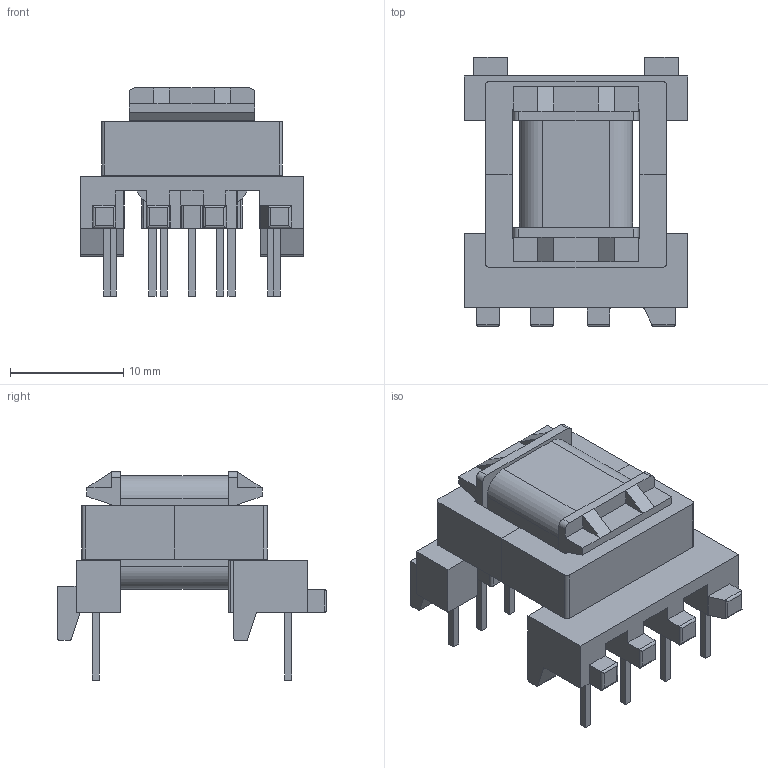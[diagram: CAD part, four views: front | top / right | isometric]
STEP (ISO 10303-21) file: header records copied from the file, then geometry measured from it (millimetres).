
FILE_DESCRIPTION( ( 'Unknown' ), '1' );
FILE_NAME( '750871010.stp', 'Unknown', ( 'Unknown' ), ( 'Unknown' ), 'XStep 1.0', 'Unknown', ' ' );
FILE_SCHEMA( ( 'automotive_design' ) );
Length unit declared in the file: millimetre
Products named in the file (3): Assem1; Gehäuse; Core_EF 16
Bounding box: 19.8 x 23.8 x 18.4 mm (x, y, z)
Volume: 4704.5 mm3; surface area: 5874.4 mm2
Topology: 5 solids, 5 shells, 552 faces, 1468 edges, 940 vertices
Faces by surface type: plane 410, cylinder 142
Entity records: 8388 total; most frequent: CARTESIAN_POINT 1441, ORIENTED_EDGE 1426, DIRECTION 1382, EDGE_CURVE 713, LINE 588, VECTOR 588, VERTEX_POINT 456, AXIS2_PLACEMENT_3D 397
